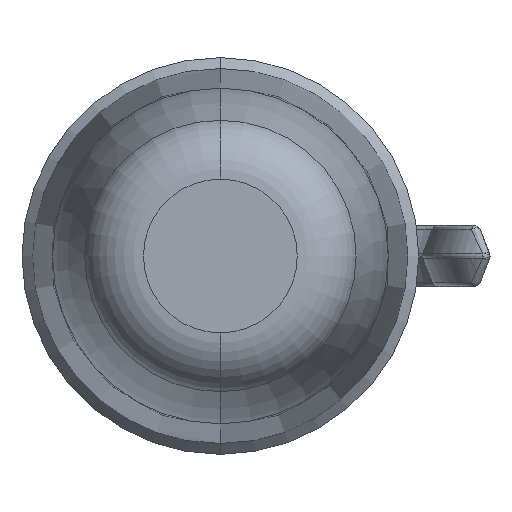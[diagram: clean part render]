
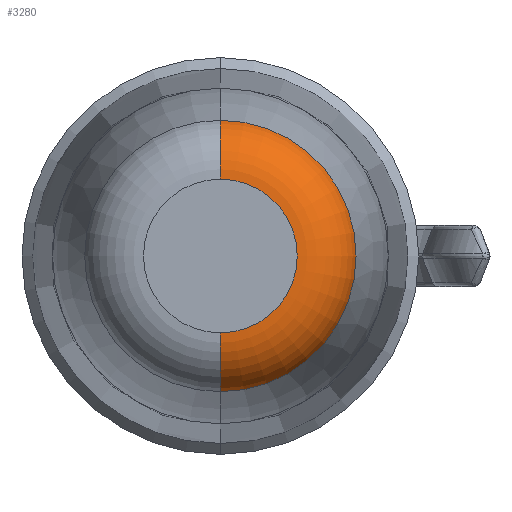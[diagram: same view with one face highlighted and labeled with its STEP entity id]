
A CAD part, front view. The second image highlights one B-rep face of the part: STEP entity #3280.
In plain terms, the highlighted toroidal (fillet/blend) face has major radius 2.519 mm and minor radius 2 mm.
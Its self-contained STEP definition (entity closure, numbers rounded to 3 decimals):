
#219 = CARTESIAN_POINT ( 'NONE',  ( 0., 1.467, 4.447 ) ) ;
#252 = VERTEX_POINT ( 'NONE', #1357 ) ;
#268 = CARTESIAN_POINT ( 'NONE',  ( 0., 0., 2.52 ) ) ;
#436 = CIRCLE ( 'NONE', #2400, 2. ) ;
#470 = CARTESIAN_POINT ( 'NONE',  ( 0., 0., -2.52 ) ) ;
#521 = ORIENTED_EDGE ( 'NONE', *, *, #1208, .F. ) ;
#661 = ORIENTED_EDGE ( 'NONE', *, *, #1515, .T. ) ;
#669 = CIRCLE ( 'NONE', #797, 2. ) ;
#797 = AXIS2_PLACEMENT_3D ( 'NONE', #3308, #3999, #2960 ) ;
#948 = DIRECTION ( 'NONE',  ( 0., 1., 0. ) ) ;
#983 = CARTESIAN_POINT ( 'NONE',  ( 0., 2., 0. ) ) ;
#1123 = DIRECTION ( 'NONE',  ( 0., 0., -1. ) ) ;
#1171 = DIRECTION ( 'NONE',  ( 0., -1., 0. ) ) ;
#1182 = AXIS2_PLACEMENT_3D ( 'NONE', #983, #2299, #1672 ) ;
#1208 = EDGE_CURVE ( 'NONE', #1669, #252, #3980, .T. ) ;
#1357 = CARTESIAN_POINT ( 'NONE',  ( 0., 1.467, -4.447 ) ) ;
#1515 = EDGE_CURVE ( 'NONE', #1669, #2327, #436, .T. ) ;
#1669 = VERTEX_POINT ( 'NONE', #219 ) ;
#1672 = DIRECTION ( 'NONE',  ( 0., 0., -1. ) ) ;
#1795 = CARTESIAN_POINT ( 'NONE',  ( 0., 2., 2.52 ) ) ;
#2024 = VERTEX_POINT ( 'NONE', #470 ) ;
#2096 = CIRCLE ( 'NONE', #2844, 2.52 ) ;
#2225 = EDGE_CURVE ( 'NONE', #252, #2024, #669, .T. ) ;
#2264 = DIRECTION ( 'NONE',  ( 0., 0., 1. ) ) ;
#2299 = DIRECTION ( 'NONE',  ( 0., -1., 0. ) ) ;
#2327 = VERTEX_POINT ( 'NONE', #268 ) ;
#2400 = AXIS2_PLACEMENT_3D ( 'NONE', #1795, #2751, #1123 ) ;
#2421 = EDGE_CURVE ( 'NONE', #2024, #2327, #2096, .T. ) ;
#2479 = DIRECTION ( 'NONE',  ( 0., 0., -1. ) ) ;
#2751 = DIRECTION ( 'NONE',  ( 1., 0., 0. ) ) ;
#2814 = CARTESIAN_POINT ( 'NONE',  ( 0., 0., 0. ) ) ;
#2844 = AXIS2_PLACEMENT_3D ( 'NONE', #2814, #1171, #2479 ) ;
#2960 = DIRECTION ( 'NONE',  ( 0., 0., 1. ) ) ;
#3144 = EDGE_LOOP ( 'NONE', ( #521, #661, #4056, #3402 ) ) ;
#3162 = AXIS2_PLACEMENT_3D ( 'NONE', #3205, #948, #2264 ) ;
#3165 = TOROIDAL_SURFACE ( 'NONE', #1182, 2.52, 2. ) ;
#3205 = CARTESIAN_POINT ( 'NONE',  ( 0., 1.467, 0. ) ) ;
#3230 = FACE_OUTER_BOUND ( 'NONE', #3144, .T. ) ;
#3280 = ADVANCED_FACE ( 'NONE', ( #3230 ), #3165, .T. ) ;
#3308 = CARTESIAN_POINT ( 'NONE',  ( 0., 2., -2.52 ) ) ;
#3402 = ORIENTED_EDGE ( 'NONE', *, *, #2225, .F. ) ;
#3980 = CIRCLE ( 'NONE', #3162, 4.447 ) ;
#3999 = DIRECTION ( 'NONE',  ( -1., 0., 0. ) ) ;
#4056 = ORIENTED_EDGE ( 'NONE', *, *, #2421, .F. ) ;
